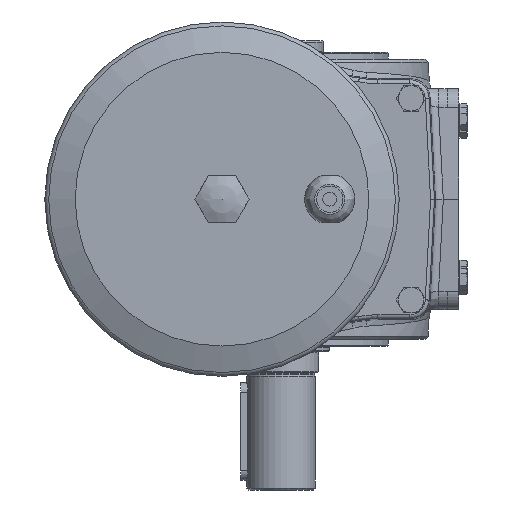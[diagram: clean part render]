
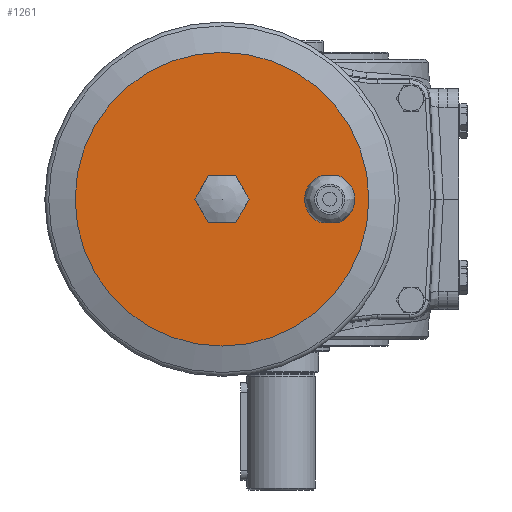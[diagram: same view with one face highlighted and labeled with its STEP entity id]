
A CAD part, left-side view. The second image highlights one B-rep face of the part: STEP entity #1261.
In plain terms, the highlighted planar face has unit normal (-1, 0, 0).
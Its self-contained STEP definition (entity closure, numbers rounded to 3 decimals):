
#1261 = ADVANCED_FACE( '', ( #3228, #3229, #3230 ), #3231, .T. );
#3228 = FACE_BOUND( '', #6934, .T. );
#3229 = FACE_OUTER_BOUND( '', #6935, .T. );
#3230 = FACE_BOUND( '', #6936, .T. );
#3231 = PLANE( '', #6937 );
#6934 = EDGE_LOOP( '', ( #14453, #14454, #14455, #14456 ) );
#6935 = EDGE_LOOP( '', ( #14457 ) );
#6936 = EDGE_LOOP( '', ( #14458, #14459, #14460, #14461, #14462, #14463 ) );
#6937 = AXIS2_PLACEMENT_3D( '', #14464, #14465, #14466 );
#14453 = ORIENTED_EDGE( '', *, *, #20014, .F. );
#14454 = ORIENTED_EDGE( '', *, *, #20015, .F. );
#14455 = ORIENTED_EDGE( '', *, *, #20016, .F. );
#14456 = ORIENTED_EDGE( '', *, *, #20017, .T. );
#14457 = ORIENTED_EDGE( '', *, *, #20018, .T. );
#14458 = ORIENTED_EDGE( '', *, *, #20019, .T. );
#14459 = ORIENTED_EDGE( '', *, *, #20020, .T. );
#14460 = ORIENTED_EDGE( '', *, *, #20021, .T. );
#14461 = ORIENTED_EDGE( '', *, *, #20022, .T. );
#14462 = ORIENTED_EDGE( '', *, *, #20023, .T. );
#14463 = ORIENTED_EDGE( '', *, *, #20024, .T. );
#14464 = CARTESIAN_POINT( '', ( -577., -45., 0. ) );
#14465 = DIRECTION( '', ( -1., 0., 0. ) );
#14466 = DIRECTION( '', ( 0., -1., 0. ) );
#20014 = EDGE_CURVE( '', #23059, #23060, #23061, .T. );
#20015 = EDGE_CURVE( '', #23062, #23059, #23063, .T. );
#20016 = EDGE_CURVE( '', #23064, #23062, #23065, .T. );
#20017 = EDGE_CURVE( '', #23064, #23060, #23066, .T. );
#20018 = EDGE_CURVE( '', #23067, #23067, #23068, .T. );
#20019 = EDGE_CURVE( '', #23069, #23070, #23071, .T. );
#20020 = EDGE_CURVE( '', #23070, #23072, #23073, .T. );
#20021 = EDGE_CURVE( '', #23072, #23074, #23075, .T. );
#20022 = EDGE_CURVE( '', #23074, #23076, #23077, .T. );
#20023 = EDGE_CURVE( '', #23076, #23078, #23079, .T. );
#20024 = EDGE_CURVE( '', #23078, #23069, #23080, .T. );
#23059 = VERTEX_POINT( '', #27820 );
#23060 = VERTEX_POINT( '', #27821 );
#23061 = CIRCLE( '', #27822, 12.8 );
#23062 = VERTEX_POINT( '', #27823 );
#23063 = LINE( '', #27824, #27825 );
#23064 = VERTEX_POINT( '', #27826 );
#23065 = CIRCLE( '', #27827, 12.8 );
#23066 = LINE( '', #27828, #27829 );
#23067 = VERTEX_POINT( '', #27830 );
#23068 = CIRCLE( '', #27831, 75. );
#23069 = VERTEX_POINT( '', #27832 );
#23070 = VERTEX_POINT( '', #27833 );
#23071 = LINE( '', #27834, #27835 );
#23072 = VERTEX_POINT( '', #27836 );
#23073 = LINE( '', #27837, #27838 );
#23074 = VERTEX_POINT( '', #27839 );
#23075 = LINE( '', #27840, #27841 );
#23076 = VERTEX_POINT( '', #27842 );
#23077 = LINE( '', #27843, #27844 );
#23078 = VERTEX_POINT( '', #27845 );
#23079 = LINE( '', #27846, #27847 );
#23080 = LINE( '', #27848, #27849 );
#27820 = CARTESIAN_POINT( '', ( -577., -20.546, 12. ) );
#27821 = CARTESIAN_POINT( '', ( -577., -20.546, -12. ) );
#27822 = AXIS2_PLACEMENT_3D( '', #33046, #33047, #33048 );
#27823 = CARTESIAN_POINT( '', ( -577., -29.454, 12. ) );
#27824 = CARTESIAN_POINT( '', ( -577., -29.454, 12. ) );
#27825 = VECTOR( '', #33049, 1000. );
#27826 = CARTESIAN_POINT( '', ( -577., -29.454, -12. ) );
#27827 = AXIS2_PLACEMENT_3D( '', #33050, #33051, #33052 );
#27828 = CARTESIAN_POINT( '', ( -577., -29.454, -12. ) );
#27829 = VECTOR( '', #33053, 1000. );
#27830 = CARTESIAN_POINT( '', ( -577., -45., 0. ) );
#27831 = AXIS2_PLACEMENT_3D( '', #33054, #33055, #33056 );
#27832 = CARTESIAN_POINT( '', ( -577., 36.928, -12. ) );
#27833 = CARTESIAN_POINT( '', ( -577., 43.856, 0. ) );
#27834 = CARTESIAN_POINT( '', ( -577., 36.928, -12. ) );
#27835 = VECTOR( '', #33057, 1000. );
#27836 = CARTESIAN_POINT( '', ( -577., 36.928, 12. ) );
#27837 = CARTESIAN_POINT( '', ( -577., 43.856, 0. ) );
#27838 = VECTOR( '', #33058, 1000. );
#27839 = CARTESIAN_POINT( '', ( -577., 23.072, 12. ) );
#27840 = CARTESIAN_POINT( '', ( -577., 36.928, 12. ) );
#27841 = VECTOR( '', #33059, 1000. );
#27842 = CARTESIAN_POINT( '', ( -577., 16.144, 0. ) );
#27843 = CARTESIAN_POINT( '', ( -577., 23.072, 12. ) );
#27844 = VECTOR( '', #33060, 1000. );
#27845 = CARTESIAN_POINT( '', ( -577., 23.072, -12. ) );
#27846 = CARTESIAN_POINT( '', ( -577., 16.144, 0. ) );
#27847 = VECTOR( '', #33061, 1000. );
#27848 = CARTESIAN_POINT( '', ( -577., 23.072, -12. ) );
#27849 = VECTOR( '', #33062, 1000. );
#33046 = CARTESIAN_POINT( '', ( -577., -25., 0. ) );
#33047 = DIRECTION( '', ( -1., 0., 0. ) );
#33048 = DIRECTION( '', ( 0., -1., 0. ) );
#33049 = DIRECTION( '', ( 0., 1., 0. ) );
#33050 = CARTESIAN_POINT( '', ( -577., -25., 0. ) );
#33051 = DIRECTION( '', ( -1., 0., 0. ) );
#33052 = DIRECTION( '', ( 0., -1., 0. ) );
#33053 = DIRECTION( '', ( 0., 1., 0. ) );
#33054 = CARTESIAN_POINT( '', ( -577., 30., 0. ) );
#33055 = DIRECTION( '', ( -1., 0., 0. ) );
#33056 = DIRECTION( '', ( 0., -1., 0. ) );
#33057 = DIRECTION( '', ( 0., 0.5, 0.866 ) );
#33058 = DIRECTION( '', ( 0., -0.5, 0.866 ) );
#33059 = DIRECTION( '', ( 0., -1., 0. ) );
#33060 = DIRECTION( '', ( 0., -0.5, -0.866 ) );
#33061 = DIRECTION( '', ( 0., 0.5, -0.866 ) );
#33062 = DIRECTION( '', ( 0., 1., 0. ) );
